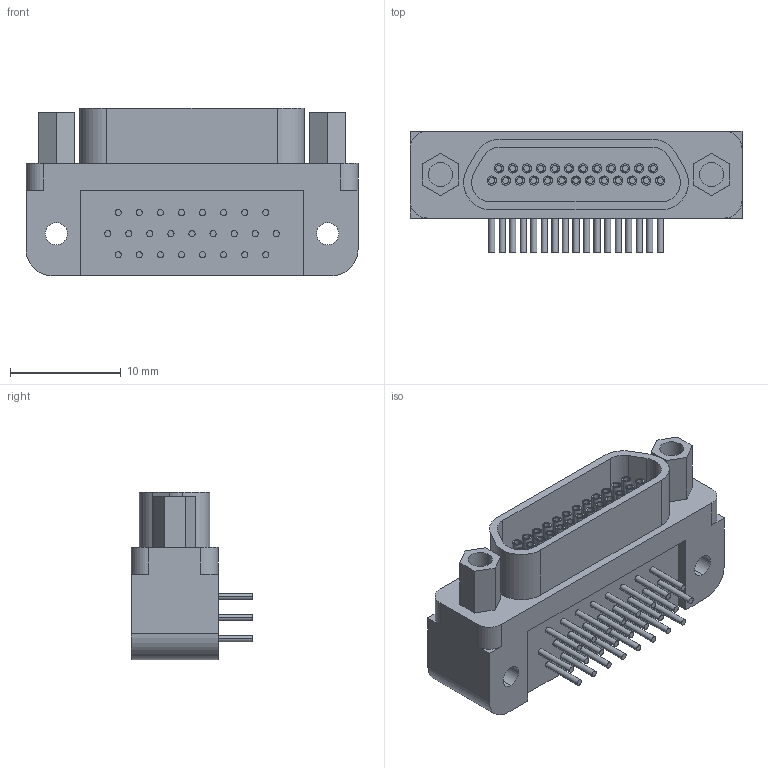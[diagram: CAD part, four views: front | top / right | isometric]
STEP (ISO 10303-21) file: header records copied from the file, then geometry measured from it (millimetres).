
FILE_DESCRIPTION(('STEP AP242'),'1');
FILE_NAME('gmr7590-25s1bsm.stp','2019-10-16T09:09:44',('TraceParts'),('TraceParts S.A.'),'Spatial InterOp 3D',' ',' ');
FILE_SCHEMA(('AP242_MANAGED_MODEL_BASED_3D_ENGINEERING_MIM_LF {1 0 10303 442 1 1 4}'));
Length unit declared in the file: millimetre
Products named in the file (1): gmr7590-25s1bsm
Bounding box: 30.01 x 11.01 x 15.16 mm (x, y, z)
Volume: 2451.2 mm3; surface area: 2643.6 mm2
Topology: 1 solids, 10 shells, 529 faces, 1242 edges, 828 vertices
Faces by surface type: plane 266, cylinder 180, bspline 83
Entity records: 24421 total; most frequent: CARTESIAN_POINT 8171, ORIENTED_EDGE 2484, DIRECTION 2330, EDGE_CURVE 1242, VERTEX_POINT 828, AXIS2_PLACEMENT_3D 807, LINE 716, VECTOR 716
